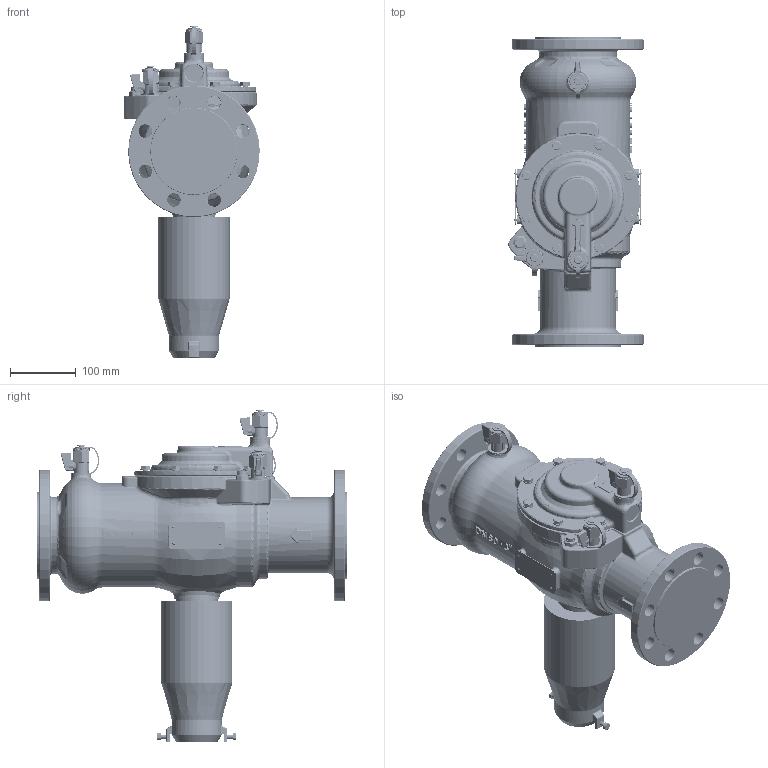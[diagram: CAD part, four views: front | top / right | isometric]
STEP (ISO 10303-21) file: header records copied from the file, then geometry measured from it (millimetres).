
FILE_DESCRIPTION(('CATIA V5 STEP Exchange','CAx-IF Rec.Pracs.--- Model Styling and Organization---1.5--- 2016-08-15','CAx-IF Rec.Pracs.---Supplemental Geometry---1.0---2011-11-01','CAx-IF Rec.Pracs.--- Composite Materials ---3.4---2017-06-13','CAx-IF Rec.Pracs.---Tessellated 3D Geometry---1.0---2015-12-17'),'2;1');
FILE_NAME('STEP_575108_-_TST.stp','2025-01-14T15:45:40+00:00',('none'),('none'),'CATIA Version 5-6 Release 2020 SP5','CATIA V5 STEP AP242 v2','none');
FILE_SCHEMA(('AP242_MANAGED_MODEL_BASED_3D_ENGINEERING_MIM_LF {1 0 10303 442 1 1 4}'));
Products named in the file (1): 575108 - TST
Bounding box: 205.36 x 469.5 x 503.35 mm (x, y, z)
Volume: 11997689.3 mm3; surface area: 535822.1 mm2
Topology: 1 solids, 25 shells, 17250 faces, 41681 edges, 24537 vertices
Faces by surface type: plane 13759, cylinder 2400, bspline 343, cone 248, torus 243, extrusion 192, sphere 39, revolution 26
Entity records: 455559 total; most frequent: CARTESIAN_POINT 133879, ORIENTED_EDGE 83210, EDGE_CURVE 41605, DIRECTION 30528, VERTEX_POINT 24537, VECTOR 21491, LINE 21299, B_SPLINE_CURVE_WITH_KNOTS 17791
